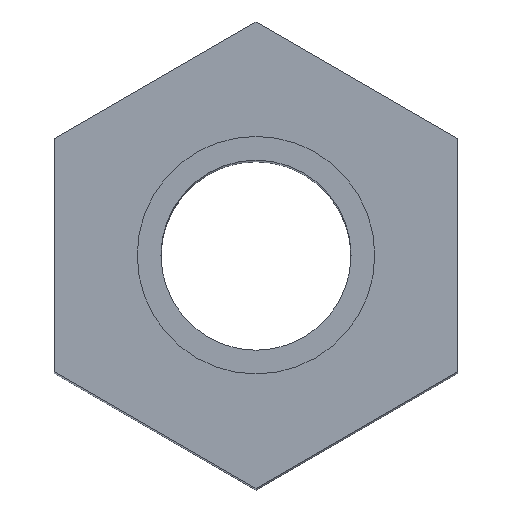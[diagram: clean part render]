
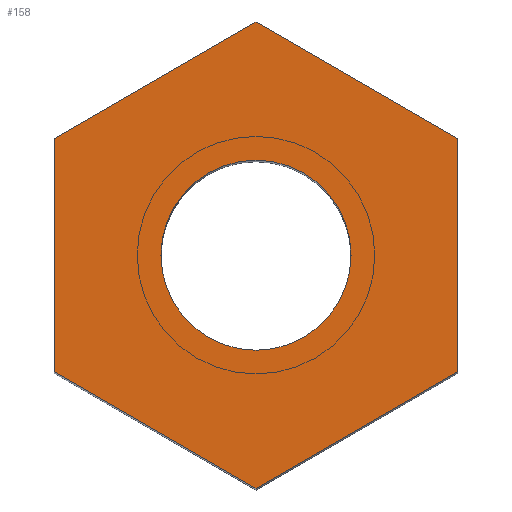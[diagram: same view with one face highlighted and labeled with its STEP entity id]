
A CAD part, top view. The second image highlights one B-rep face of the part: STEP entity #158.
In plain terms, the highlighted planar face has unit normal (0, 0, 1).
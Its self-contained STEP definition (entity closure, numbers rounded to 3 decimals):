
#1=DIRECTION('',(0.866,0.5,0.));
#2=VECTOR('',#1,9.815);
#3=CARTESIAN_POINT('',(-8.5,4.907,0.));
#4=LINE('',#3,#2);
#5=DIRECTION('',(0.866,-0.5,0.));
#6=VECTOR('',#5,9.815);
#7=CARTESIAN_POINT('',(0.,9.815,0.));
#8=LINE('',#7,#6);
#9=DIRECTION('',(0.,-1.,0.));
#10=VECTOR('',#9,9.815);
#11=CARTESIAN_POINT('',(8.5,4.907,0.));
#12=LINE('',#11,#10);
#13=DIRECTION('',(-0.866,-0.5,0.));
#14=VECTOR('',#13,9.815);
#15=CARTESIAN_POINT('',(8.5,-4.907,0.));
#16=LINE('',#15,#14);
#17=DIRECTION('',(-0.866,0.5,0.));
#18=VECTOR('',#17,9.815);
#19=CARTESIAN_POINT('',(0.,-9.815,0.));
#20=LINE('',#19,#18);
#21=DIRECTION('',(0.,1.,0.));
#22=VECTOR('',#21,9.815);
#23=CARTESIAN_POINT('',(-8.5,-4.907,0.));
#24=LINE('',#23,#22);
#25=CARTESIAN_POINT('',(0.,0.,0.));
#26=DIRECTION('',(0.,0.,-1.));
#27=DIRECTION('',(-1.,0.,0.));
#28=AXIS2_PLACEMENT_3D('',#25,#26,#27);
#30=CARTESIAN_POINT('',(0.,0.,0.));
#31=DIRECTION('',(0.,0.,-1.));
#32=DIRECTION('',(1.,0.,0.));
#33=AXIS2_PLACEMENT_3D('',#30,#31,#32);
#101=CARTESIAN_POINT('',(-8.5,4.907,0.));
#102=CARTESIAN_POINT('',(0.,9.815,0.));
#103=VERTEX_POINT('',#101);
#104=VERTEX_POINT('',#102);
#105=CARTESIAN_POINT('',(-8.5,-4.907,0.));
#106=VERTEX_POINT('',#105);
#107=CARTESIAN_POINT('',(0.,-9.815,0.));
#108=VERTEX_POINT('',#107);
#109=CARTESIAN_POINT('',(8.5,-4.907,0.));
#110=VERTEX_POINT('',#109);
#111=CARTESIAN_POINT('',(8.5,4.907,0.));
#112=VERTEX_POINT('',#111);
#113=CARTESIAN_POINT('',(-4.,0.,0.));
#114=CARTESIAN_POINT('',(4.,0.,0.));
#115=VERTEX_POINT('',#113);
#116=VERTEX_POINT('',#114);
#133=CARTESIAN_POINT('',(0.,0.,0.));
#134=DIRECTION('',(0.,0.,1.));
#135=DIRECTION('',(1.,0.,0.));
#136=AXIS2_PLACEMENT_3D('',#133,#134,#135);
#137=PLANE('',#136);
#139=ORIENTED_EDGE('',*,*,#138,.T.);
#141=ORIENTED_EDGE('',*,*,#140,.T.);
#143=ORIENTED_EDGE('',*,*,#142,.T.);
#145=ORIENTED_EDGE('',*,*,#144,.T.);
#147=ORIENTED_EDGE('',*,*,#146,.T.);
#149=ORIENTED_EDGE('',*,*,#148,.T.);
#150=EDGE_LOOP('',(#139,#141,#143,#145,#147,#149));
#151=FACE_OUTER_BOUND('',#150,.F.);
#153=ORIENTED_EDGE('',*,*,#152,.F.);
#155=ORIENTED_EDGE('',*,*,#154,.F.);
#156=EDGE_LOOP('',(#153,#155));
#157=FACE_BOUND('',#156,.F.);
#158=ADVANCED_FACE('',(#151,#157),#137,.T.);
#29=CIRCLE('',#28,4.);
#34=CIRCLE('',#33,4.);
#138=EDGE_CURVE('',#103,#104,#4,.T.);
#140=EDGE_CURVE('',#104,#112,#8,.T.);
#142=EDGE_CURVE('',#112,#110,#12,.T.);
#144=EDGE_CURVE('',#110,#108,#16,.T.);
#146=EDGE_CURVE('',#108,#106,#20,.T.);
#148=EDGE_CURVE('',#106,#103,#24,.T.);
#152=EDGE_CURVE('',#115,#116,#29,.T.);
#154=EDGE_CURVE('',#116,#115,#34,.T.);
